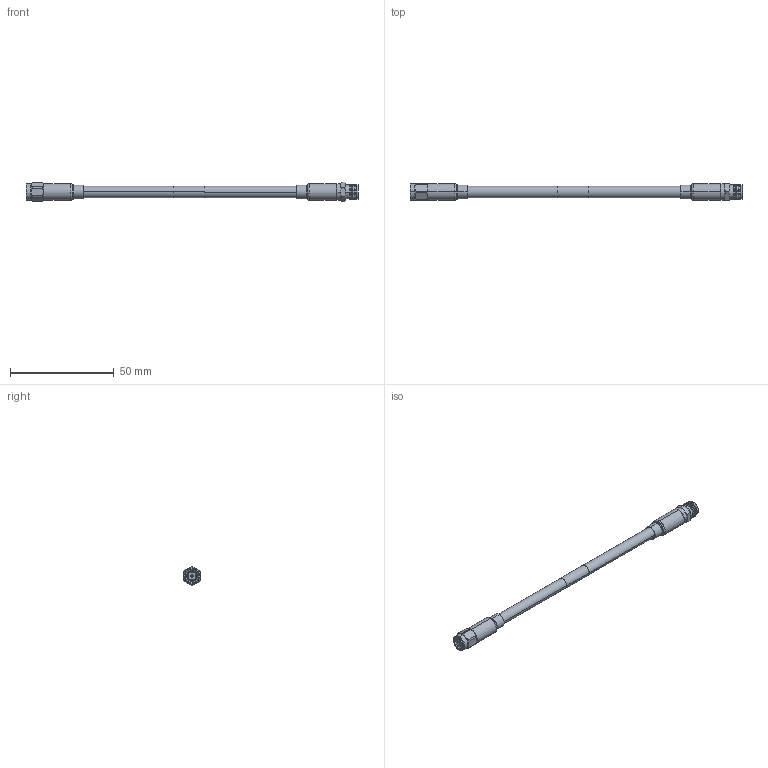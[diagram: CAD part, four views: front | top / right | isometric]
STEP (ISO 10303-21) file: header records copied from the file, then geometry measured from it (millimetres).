
FILE_DESCRIPTION (( 'STEP AP203' ), '1' );
FILE_NAME ('FMCA2725.STEP', '2022-03-09T17:44:04', ( '' ), ( '' ), 'SwSTEP 2.0', 'SolidWorks 2021', '' );
FILE_SCHEMA (( 'CONFIG_CONTROL_DESIGN' ));
Length unit declared in the file: millimetre
Products named in the file (11): PE4412-MA3; SC7059-MA2; PE4412-MA1; SC7050-MA1; SC7050-MA3_SC7050 -RG223; FMCA2725; CA-240-MA1_.75" Long; SC7050_SC7050 -RG223; PE4412-MA2; FMCN1747___; RG223_with label
Assembly tree (11 placements, depth 3):
  FMCA2725
    RG223_with label
    FMCN1747___
      PE4412-MA1
      PE4412-MA2
      PE4412-MA3
    SC7050_SC7050 -RG223
      SC7050-MA1
      SC7059-MA2
      SC7050-MA3_SC7050 -RG223
    CA-240-MA1_.75" Long  x2
Bounding box: 159.96 x 8.13 x 9.24 mm (x, y, z)
Volume: 4168.9 mm3; surface area: 7036.4 mm2
Topology: 10 solids, 10 shells, 701 faces, 1559 edges, 891 vertices
Faces by surface type: bspline 320, cylinder 175, cone 99, plane 91, torus 16
Entity records: 23853 total; most frequent: CARTESIAN_POINT 11433, ORIENTED_EDGE 3022, DIRECTION 1609, EDGE_CURVE 1511, VERTEX_POINT 867, EDGE_LOOP 712, AXIS2_PLACEMENT_3D 698, FACE_OUTER_BOUND 679
